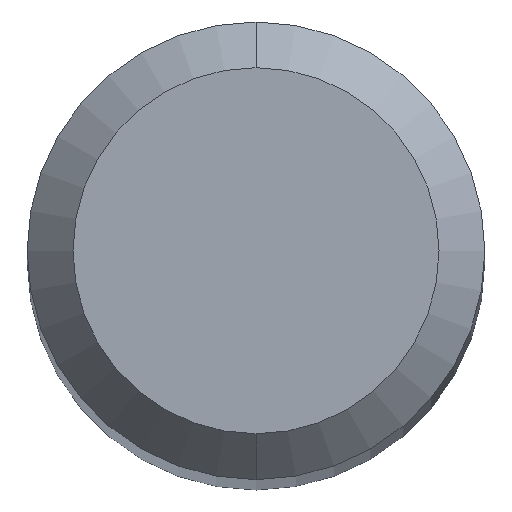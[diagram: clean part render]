
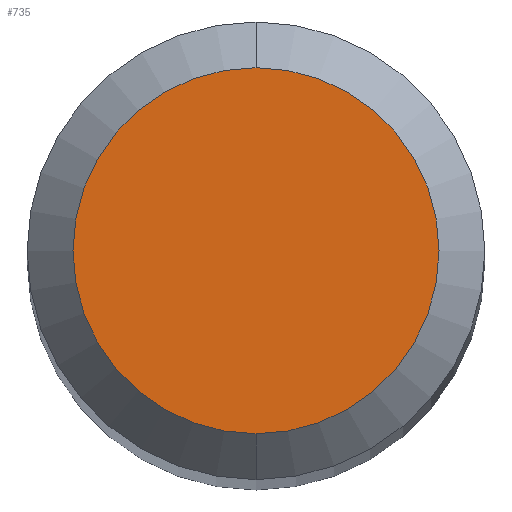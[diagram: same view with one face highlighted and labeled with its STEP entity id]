
A CAD part, top view. The second image highlights one B-rep face of the part: STEP entity #735.
In plain terms, the highlighted planar face has unit normal (0, 0, 1).
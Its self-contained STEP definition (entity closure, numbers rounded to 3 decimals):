
#633=EDGE_CURVE('',#881,#755,#1421,.T.);
#729=EDGE_CURVE('',#755,#881,#1524,.T.);
#735=ADVANCED_FACE('',(#1530),#1531,.T.);
#755=VERTEX_POINT('',#1552);
#881=VERTEX_POINT('',#1689);
#1421=CIRCLE('',#3724,1.2);
#1524=CIRCLE('',#4356,1.2);
#1530=FACE_OUTER_BOUND('',#4364,.T.);
#1531=PLANE('',#4365);
#1552=CARTESIAN_POINT('',(0.0,1.2,0.0));
#1689=CARTESIAN_POINT('',(0.,-1.2,0.0));
#3724=AXIS2_PLACEMENT_3D('',#6616,#6617,#6618);
#4356=AXIS2_PLACEMENT_3D('',#6723,#6724,#6725);
#4364=EDGE_LOOP('',(#6728,#6729));
#4365=AXIS2_PLACEMENT_3D('',#6730,#6731,#6732);
#6616=CARTESIAN_POINT('',(0.0,0.0,0.0));
#6617=DIRECTION('',(0.0,0.0,-1.0));
#6618=DIRECTION('',(0.0,1.0,0.0));
#6723=CARTESIAN_POINT('',(0.0,0.0,0.0));
#6724=DIRECTION('',(0.0,0.0,-1.0));
#6725=DIRECTION('',(0.0,1.0,0.0));
#6728=ORIENTED_EDGE('',*,*,#729,.F.);
#6729=ORIENTED_EDGE('',*,*,#633,.F.);
#6730=CARTESIAN_POINT('',(0.0,0.6,0.0));
#6731=DIRECTION('',(-0.0,0.0,1.0));
#6732=DIRECTION('',(0.0,-1.0,0.0));
